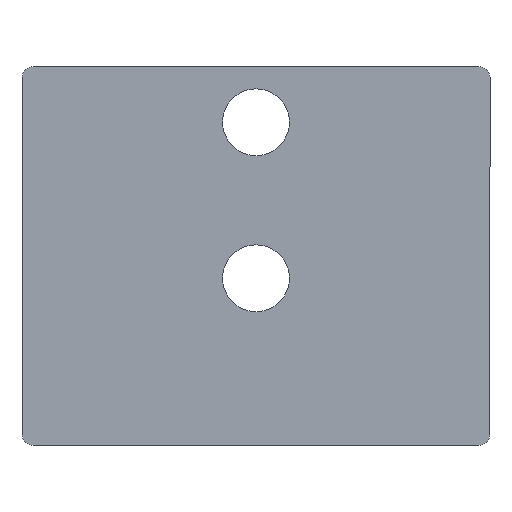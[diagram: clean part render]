
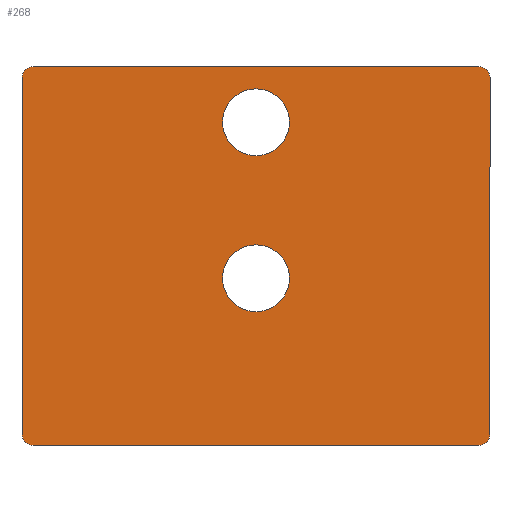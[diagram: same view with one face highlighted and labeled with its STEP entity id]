
A CAD part, front view. The second image highlights one B-rep face of the part: STEP entity #268.
In plain terms, the highlighted planar face has unit normal (0, -1, 0).
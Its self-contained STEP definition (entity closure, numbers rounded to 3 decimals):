
#3 = VERTEX_POINT ( 'NONE', #19 ) ;
#12 = DIRECTION ( 'NONE',  ( 0., -1., 0. ) ) ;
#14 = VECTOR ( 'NONE', #111, 1000. ) ;
#15 = DIRECTION ( 'NONE',  ( -1., 0., 0. ) ) ;
#16 = ORIENTED_EDGE ( 'NONE', *, *, #269, .T. ) ;
#17 = VERTEX_POINT ( 'NONE', #393 ) ;
#19 = CARTESIAN_POINT ( 'NONE',  ( 0., 0., 0.5 ) ) ;
#25 = CARTESIAN_POINT ( 'NONE',  ( 10.5, 0., 9. ) ) ;
#30 = DIRECTION ( 'NONE',  ( 0., 1., 0. ) ) ;
#31 = AXIS2_PLACEMENT_3D ( 'NONE', #254, #30, #109 ) ;
#38 = LINE ( 'NONE', #478, #284 ) ;
#40 = ORIENTED_EDGE ( 'NONE', *, *, #295, .T. ) ;
#47 = CARTESIAN_POINT ( 'NONE',  ( 10.5, 0., 14.5 ) ) ;
#48 = PLANE ( 'NONE',  #105 ) ;
#50 = EDGE_CURVE ( 'NONE', #3, #286, #319, .T. ) ;
#51 = CARTESIAN_POINT ( 'NONE',  ( 20.5, 0., 16.5 ) ) ;
#59 = DIRECTION ( 'NONE',  ( 0., 0., 1. ) ) ;
#66 = CARTESIAN_POINT ( 'NONE',  ( 0.5, 0., 17. ) ) ;
#69 = DIRECTION ( 'NONE',  ( 0., -1., 0. ) ) ;
#72 = VERTEX_POINT ( 'NONE', #66 ) ;
#73 = AXIS2_PLACEMENT_3D ( 'NONE', #51, #230, #307 ) ;
#82 = EDGE_LOOP ( 'NONE', ( #93, #371, #188, #361, #116, #216, #385, #40 ) ) ;
#87 = DIRECTION ( 'NONE',  ( 0., 1., 0. ) ) ;
#93 = ORIENTED_EDGE ( 'NONE', *, *, #176, .F. ) ;
#94 = EDGE_CURVE ( 'NONE', #162, #17, #205, .T. ) ;
#95 = CARTESIAN_POINT ( 'NONE',  ( 10.5, 0., 7.5 ) ) ;
#97 = LINE ( 'NONE', #289, #14 ) ;
#103 = CARTESIAN_POINT ( 'NONE',  ( 10.5, 0., 16. ) ) ;
#104 = FACE_BOUND ( 'NONE', #156, .T. ) ;
#105 = AXIS2_PLACEMENT_3D ( 'NONE', #159, #232, #155 ) ;
#109 = DIRECTION ( 'NONE',  ( 0., 0., 1. ) ) ;
#111 = DIRECTION ( 'NONE',  ( 1., 0., 0. ) ) ;
#116 = ORIENTED_EDGE ( 'NONE', *, *, #418, .F. ) ;
#118 = AXIS2_PLACEMENT_3D ( 'NONE', #95, #280, #59 ) ;
#124 = DIRECTION ( 'NONE',  ( 0., 0., 1. ) ) ;
#127 = EDGE_CURVE ( 'NONE', #441, #378, #460, .T. ) ;
#129 = CIRCLE ( 'NONE', #31, 1.5 ) ;
#140 = AXIS2_PLACEMENT_3D ( 'NONE', #175, #401, #435 ) ;
#153 = VERTEX_POINT ( 'NONE', #211 ) ;
#155 = DIRECTION ( 'NONE',  ( 0., 0., 1. ) ) ;
#156 = EDGE_LOOP ( 'NONE', ( #16, #417 ) ) ;
#159 = CARTESIAN_POINT ( 'NONE',  ( 0., 0., 0. ) ) ;
#162 = VERTEX_POINT ( 'NONE', #25 ) ;
#170 = EDGE_CURVE ( 'NONE', #193, #378, #38, .T. ) ;
#175 = CARTESIAN_POINT ( 'NONE',  ( 0.5, 0., 0.5 ) ) ;
#176 = EDGE_CURVE ( 'NONE', #72, #263, #97, .T. ) ;
#178 = DIRECTION ( 'NONE',  ( 0., 0., -1. ) ) ;
#188 = ORIENTED_EDGE ( 'NONE', *, *, #275, .F. ) ;
#189 = EDGE_CURVE ( 'NONE', #420, #261, #129, .T. ) ;
#193 = VERTEX_POINT ( 'NONE', #220 ) ;
#196 = CARTESIAN_POINT ( 'NONE',  ( 10.5, 0., 7.5 ) ) ;
#205 = CIRCLE ( 'NONE', #118, 1.5 ) ;
#211 = CARTESIAN_POINT ( 'NONE',  ( 0., 0., 16.5 ) ) ;
#216 = ORIENTED_EDGE ( 'NONE', *, *, #127, .T. ) ;
#220 = CARTESIAN_POINT ( 'NONE',  ( 21., 0., 16.5 ) ) ;
#228 = ORIENTED_EDGE ( 'NONE', *, *, #318, .T. ) ;
#230 = DIRECTION ( 'NONE',  ( 0., -1., 0. ) ) ;
#232 = DIRECTION ( 'NONE',  ( 0., 1., 0. ) ) ;
#243 = CARTESIAN_POINT ( 'NONE',  ( 0.5, 0., 16.5 ) ) ;
#254 = CARTESIAN_POINT ( 'NONE',  ( 10.5, 0., 14.5 ) ) ;
#257 = DIRECTION ( 'NONE',  ( 0., 0., 1. ) ) ;
#258 = CIRCLE ( 'NONE', #389, 1.5 ) ;
#261 = VERTEX_POINT ( 'NONE', #103 ) ;
#263 = VERTEX_POINT ( 'NONE', #332 ) ;
#268 = ADVANCED_FACE ( 'NONE', ( #104, #292, #376 ), #48, .F. ) ;
#269 = EDGE_CURVE ( 'NONE', #261, #420, #322, .T. ) ;
#273 = DIRECTION ( 'NONE',  ( 0., 0., 1. ) ) ;
#275 = EDGE_CURVE ( 'NONE', #3, #153, #468, .T. ) ;
#280 = DIRECTION ( 'NONE',  ( 0., 1., 0. ) ) ;
#282 = CARTESIAN_POINT ( 'NONE',  ( 20.5, 0., 0. ) ) ;
#284 = VECTOR ( 'NONE', #178, 1000. ) ;
#286 = VERTEX_POINT ( 'NONE', #383 ) ;
#289 = CARTESIAN_POINT ( 'NONE',  ( 0., 0., 17. ) ) ;
#292 = FACE_BOUND ( 'NONE', #298, .T. ) ;
#295 = EDGE_CURVE ( 'NONE', #193, #263, #382, .T. ) ;
#298 = EDGE_LOOP ( 'NONE', ( #414, #228 ) ) ;
#304 = CIRCLE ( 'NONE', #485, 0.5 ) ;
#307 = DIRECTION ( 'NONE',  ( 0., 0., 1. ) ) ;
#310 = LINE ( 'NONE', #359, #327 ) ;
#314 = CARTESIAN_POINT ( 'NONE',  ( 10.5, 0., 13. ) ) ;
#318 = EDGE_CURVE ( 'NONE', #17, #162, #258, .T. ) ;
#319 = CIRCLE ( 'NONE', #140, 0.5 ) ;
#322 = CIRCLE ( 'NONE', #364, 1.5 ) ;
#327 = VECTOR ( 'NONE', #15, 1000. ) ;
#332 = CARTESIAN_POINT ( 'NONE',  ( 20.5, 0., 17. ) ) ;
#359 = CARTESIAN_POINT ( 'NONE',  ( 0., 0., 0. ) ) ;
#361 = ORIENTED_EDGE ( 'NONE', *, *, #50, .T. ) ;
#364 = AXIS2_PLACEMENT_3D ( 'NONE', #47, #87, #124 ) ;
#371 = ORIENTED_EDGE ( 'NONE', *, *, #445, .T. ) ;
#376 = FACE_OUTER_BOUND ( 'NONE', #82, .T. ) ;
#378 = VERTEX_POINT ( 'NONE', #403 ) ;
#382 = CIRCLE ( 'NONE', #73, 0.5 ) ;
#383 = CARTESIAN_POINT ( 'NONE',  ( 0.5, 0., 0. ) ) ;
#384 = VECTOR ( 'NONE', #273, 1000. ) ;
#385 = ORIENTED_EDGE ( 'NONE', *, *, #170, .F. ) ;
#389 = AXIS2_PLACEMENT_3D ( 'NONE', #196, #462, #422 ) ;
#393 = CARTESIAN_POINT ( 'NONE',  ( 10.5, 0., 6. ) ) ;
#401 = DIRECTION ( 'NONE',  ( 0., -1., 0. ) ) ;
#403 = CARTESIAN_POINT ( 'NONE',  ( 21., 0., 0.5 ) ) ;
#411 = CARTESIAN_POINT ( 'NONE',  ( 20.5, 0., 0.5 ) ) ;
#414 = ORIENTED_EDGE ( 'NONE', *, *, #94, .T. ) ;
#417 = ORIENTED_EDGE ( 'NONE', *, *, #189, .T. ) ;
#418 = EDGE_CURVE ( 'NONE', #441, #286, #310, .T. ) ;
#420 = VERTEX_POINT ( 'NONE', #314 ) ;
#422 = DIRECTION ( 'NONE',  ( 0., 0., 1. ) ) ;
#428 = DIRECTION ( 'NONE',  ( 0., 0., 1. ) ) ;
#435 = DIRECTION ( 'NONE',  ( 0., 0., 1. ) ) ;
#441 = VERTEX_POINT ( 'NONE', #282 ) ;
#445 = EDGE_CURVE ( 'NONE', #72, #153, #304, .T. ) ;
#459 = CARTESIAN_POINT ( 'NONE',  ( 0., 0., 0. ) ) ;
#460 = CIRCLE ( 'NONE', #466, 0.5 ) ;
#462 = DIRECTION ( 'NONE',  ( 0., 1., 0. ) ) ;
#466 = AXIS2_PLACEMENT_3D ( 'NONE', #411, #69, #257 ) ;
#468 = LINE ( 'NONE', #459, #384 ) ;
#478 = CARTESIAN_POINT ( 'NONE',  ( 21., 0., 0. ) ) ;
#485 = AXIS2_PLACEMENT_3D ( 'NONE', #243, #12, #428 ) ;
